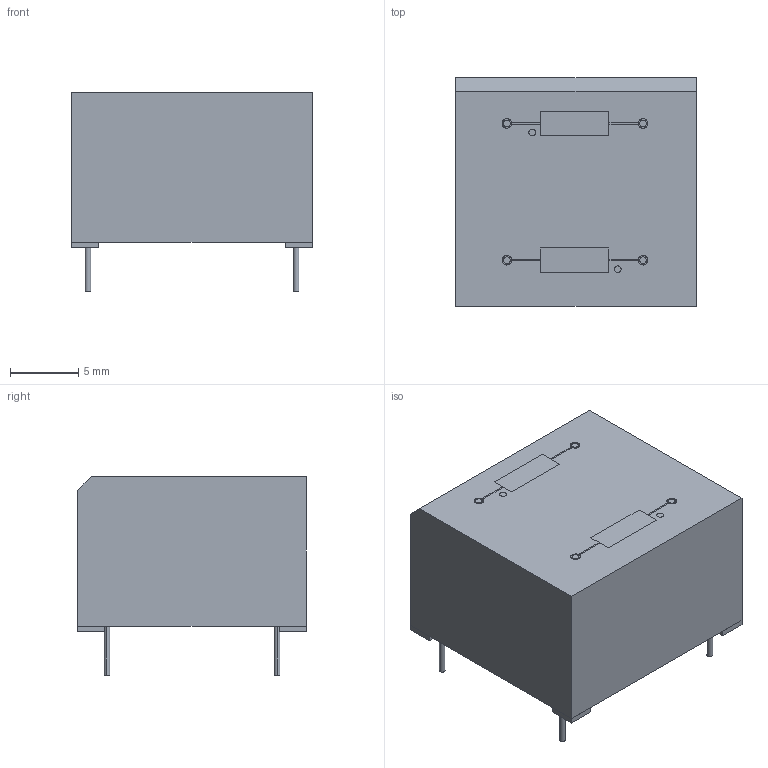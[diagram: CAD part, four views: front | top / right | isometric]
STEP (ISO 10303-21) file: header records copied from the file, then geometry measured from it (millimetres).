
FILE_DESCRIPTION((''),'2;1');
FILE_NAME('XFMR_SCHAFFNER_IT248.stp','2013-10-22T14:40:13',(''),(''),'Mechanical Desktop 2011','Mechanical Desktop 2011',', , ');
FILE_SCHEMA(('AUTOMOTIVE_DESIGN { 1 2 10303 214 1 1 1 1 }'));
Length unit declared in the file: millimetre
Products named in the file (1): Product
Bounding box: 17.7 x 16.8 x 14.6 mm (x, y, z)
Volume: 3266.9 mm3; surface area: 1441.8 mm2
Topology: 21 solids, 21 shells, 167 faces, 351 edges, 234 vertices
Faces by surface type: bspline 80, plane 59, cylinder 28
Entity records: 4769 total; most frequent: CARTESIAN_POINT 1273, ORIENTED_EDGE 702, DIRECTION 623, EDGE_CURVE 351, VECTOR 255, LINE 255, VERTEX_POINT 234, AXIS2_PLACEMENT_3D 184
